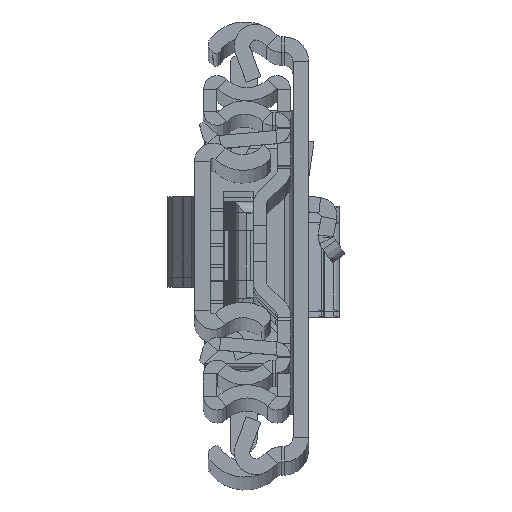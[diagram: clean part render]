
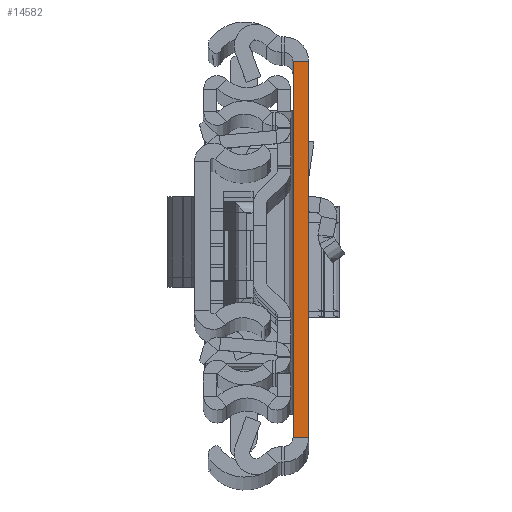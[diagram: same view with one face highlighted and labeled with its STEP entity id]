
A CAD part, top view. The second image highlights one B-rep face of the part: STEP entity #14582.
In plain terms, the highlighted planar face has unit normal (0, 0, 1).
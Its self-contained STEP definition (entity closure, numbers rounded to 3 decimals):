
#260 = LINE ( 'NONE', #1420, #3987 ) ;
#750 = CARTESIAN_POINT ( 'NONE',  ( 2.6, -31.5, 0. ) ) ;
#912 = ORIENTED_EDGE ( 'NONE', *, *, #14706, .F. ) ;
#1420 = CARTESIAN_POINT ( 'NONE',  ( 0., -31.5, 0. ) ) ;
#1737 = PLANE ( 'NONE',  #11996 ) ;
#3410 = CARTESIAN_POINT ( 'NONE',  ( 2.6, -31.5, 0. ) ) ;
#3796 = VERTEX_POINT ( 'NONE', #3410 ) ;
#3987 = VECTOR ( 'NONE', #12065, 1000. ) ;
#5152 = ORIENTED_EDGE ( 'NONE', *, *, #8565, .T. ) ;
#6663 = DIRECTION ( 'NONE',  ( 0., 1., 0. ) ) ;
#6945 = CARTESIAN_POINT ( 'NONE',  ( 2.6, 31.5, 0. ) ) ;
#7582 = CARTESIAN_POINT ( 'NONE',  ( 2.6, 31.5, 0. ) ) ;
#7594 = VECTOR ( 'NONE', #17685, 1000. ) ;
#7853 = CARTESIAN_POINT ( 'NONE',  ( 2.6, -31.5, 0. ) ) ;
#7911 = LINE ( 'NONE', #15114, #16564 ) ;
#7973 = ORIENTED_EDGE ( 'NONE', *, *, #15630, .T. ) ;
#8115 = ORIENTED_EDGE ( 'NONE', *, *, #17070, .F. ) ;
#8144 = DIRECTION ( 'NONE',  ( 0., 0., -1. ) ) ;
#8147 = VERTEX_POINT ( 'NONE', #10982 ) ;
#8565 = EDGE_CURVE ( 'NONE', #3796, #17438, #7911, .T. ) ;
#9519 = DIRECTION ( 'NONE',  ( 1., 0., 0. ) ) ;
#10982 = CARTESIAN_POINT ( 'NONE',  ( 0., 31.5, 0. ) ) ;
#11633 = VERTEX_POINT ( 'NONE', #18198 ) ;
#11669 = LINE ( 'NONE', #6945, #7594 ) ;
#11996 = AXIS2_PLACEMENT_3D ( 'NONE', #7853, #8144, #6663 ) ;
#12065 = DIRECTION ( 'NONE',  ( 0., 1., 0. ) ) ;
#12964 = EDGE_LOOP ( 'NONE', ( #912, #8115, #7973, #5152 ) ) ;
#13922 = DIRECTION ( 'NONE',  ( 0., 1., 0. ) ) ;
#14256 = LINE ( 'NONE', #750, #17326 ) ;
#14582 = ADVANCED_FACE ( 'NONE', ( #15638 ), #1737, .F. ) ;
#14706 = EDGE_CURVE ( 'NONE', #8147, #17438, #11669, .T. ) ;
#15114 = CARTESIAN_POINT ( 'NONE',  ( 2.6, -31.5, 0. ) ) ;
#15630 = EDGE_CURVE ( 'NONE', #11633, #3796, #14256, .T. ) ;
#15638 = FACE_OUTER_BOUND ( 'NONE', #12964, .T. ) ;
#16564 = VECTOR ( 'NONE', #13922, 1000. ) ;
#17070 = EDGE_CURVE ( 'NONE', #11633, #8147, #260, .T. ) ;
#17326 = VECTOR ( 'NONE', #9519, 1000. ) ;
#17438 = VERTEX_POINT ( 'NONE', #7582 ) ;
#17685 = DIRECTION ( 'NONE',  ( 1., 0., 0. ) ) ;
#18198 = CARTESIAN_POINT ( 'NONE',  ( 0., -31.5, 0. ) ) ;
